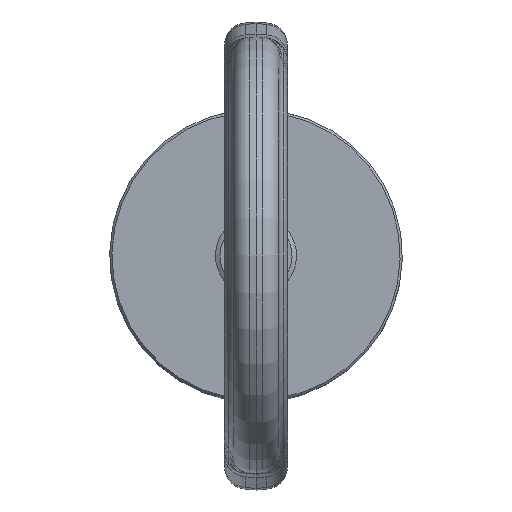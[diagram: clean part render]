
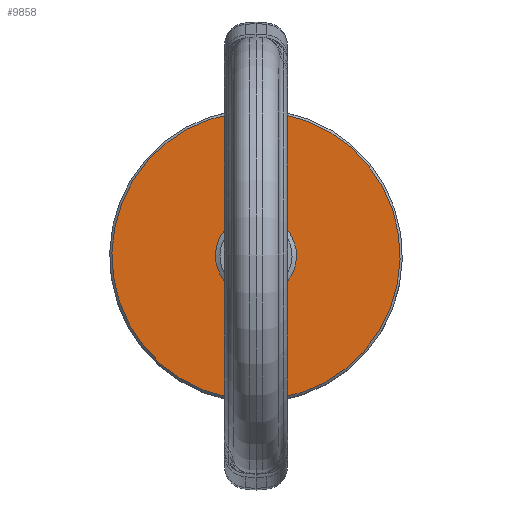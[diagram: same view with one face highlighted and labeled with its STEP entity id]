
A CAD part, top view. The second image highlights one B-rep face of the part: STEP entity #9858.
In plain terms, the highlighted planar face has unit normal (0, 0, 1).
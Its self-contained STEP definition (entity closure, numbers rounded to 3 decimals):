
#9817=CARTESIAN_POINT('Axis2P3D Location',(0.,-9.,44.8)) ;
#9822=CARTESIAN_POINT('Axis2P3D Location',(0.,0.,44.8)) ;
#9826=CARTESIAN_POINT('Vertex',(-15.342,28.083,44.8)) ;
#9828=CARTESIAN_POINT('Vertex',(15.342,-28.083,44.8)) ;
#9831=CARTESIAN_POINT('Axis2P3D Location',(0.,0.,44.8)) ;
#9840=CARTESIAN_POINT('Axis2P3D Location',(0.,0.,44.8)) ;
#9844=CARTESIAN_POINT('Vertex',(4.315,-7.898,44.8)) ;
#9846=CARTESIAN_POINT('Vertex',(-4.315,7.898,44.8)) ;
#9849=CARTESIAN_POINT('Axis2P3D Location',(0.,0.,44.8)) ;
#9818=DIRECTION('Axis2P3D Direction',(0.,0.,1.)) ;
#9819=DIRECTION('Axis2P3D XDirection',(1.,0.,0.)) ;
#9823=DIRECTION('Axis2P3D Direction',(0.,0.,1.)) ;
#9832=DIRECTION('Axis2P3D Direction',(0.,0.,1.)) ;
#9841=DIRECTION('Axis2P3D Direction',(0.,0.,1.)) ;
#9850=DIRECTION('Axis2P3D Direction',(0.,0.,1.)) ;
#9820=AXIS2_PLACEMENT_3D('Plane Axis2P3D',#9817,#9818,#9819) ;
#9824=AXIS2_PLACEMENT_3D('Circle Axis2P3D',#9822,#9823,$) ;
#9833=AXIS2_PLACEMENT_3D('Circle Axis2P3D',#9831,#9832,$) ;
#9842=AXIS2_PLACEMENT_3D('Circle Axis2P3D',#9840,#9841,$) ;
#9851=AXIS2_PLACEMENT_3D('Circle Axis2P3D',#9849,#9850,$) ;
#9837=ORIENTED_EDGE('',*,*,#9830,.T.) ;
#9838=ORIENTED_EDGE('',*,*,#9835,.T.) ;
#9855=ORIENTED_EDGE('',*,*,#9848,.F.) ;
#9856=ORIENTED_EDGE('',*,*,#9853,.F.) ;
#9857=FACE_BOUND('',#9854,.T.) ;
#9858=ADVANCED_FACE('\X2\51434EF6672C9AD4\X0\',(#9839,#9857),#9821,.T.) ;
#9825=CIRCLE('generated circle',#9824,32.) ;
#9834=CIRCLE('generated circle',#9833,32.) ;
#9843=CIRCLE('generated circle',#9842,9.) ;
#9852=CIRCLE('generated circle',#9851,9.) ;
#9830=EDGE_CURVE('',#9827,#9829,#9825,.T.) ;
#9835=EDGE_CURVE('',#9829,#9827,#9834,.T.) ;
#9848=EDGE_CURVE('',#9845,#9847,#9843,.T.) ;
#9853=EDGE_CURVE('',#9847,#9845,#9852,.T.) ;
#9836=EDGE_LOOP('',(#9837,#9838)) ;
#9854=EDGE_LOOP('',(#9855,#9856)) ;
#9839=FACE_OUTER_BOUND('',#9836,.T.) ;
#9821=PLANE('',#9820) ;
#9827=VERTEX_POINT('',#9826) ;
#9829=VERTEX_POINT('',#9828) ;
#9845=VERTEX_POINT('',#9844) ;
#9847=VERTEX_POINT('',#9846) ;
